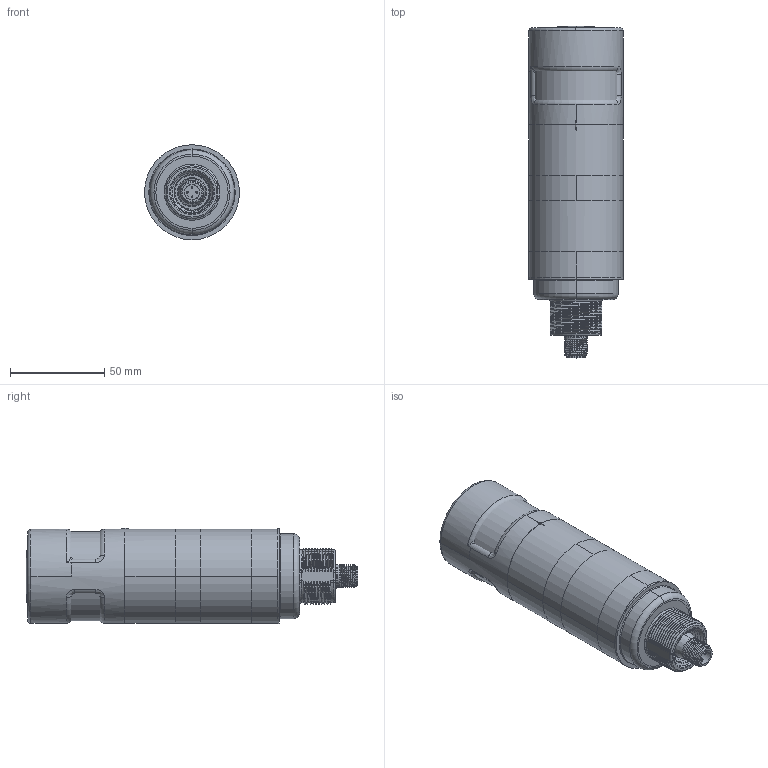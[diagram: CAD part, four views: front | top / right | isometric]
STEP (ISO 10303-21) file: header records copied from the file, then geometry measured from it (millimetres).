
FILE_DESCRIPTION((''),'2;1');
FILE_NAME('212911_ASM','2019-07-25T14:50:27',('pdmadmin'),('BANNER ENGINEERING'),'CREO PARAMETRIC BY PTC INC, 2018300','CREO PARAMETRIC BY PTC INC, 2018300','');
FILE_SCHEMA(('CONFIG_CONTROL_DESIGN'));
Products named in the file (10): 212350; 186251; 08427; 212359; 212366; 202220; 203684_AF4; 168246; 212745_ASM; 212911_ASM
Assembly tree (9 placements, depth 3):
  212911_ASM
    212350
    186251
    08427
    212359
    212745_ASM
      212366
      202220
      203684_AF4
      168246
Bounding box: 50.5 x 176.47 x 50.75 mm (x, y, z)
Volume: 92896.3 mm3; surface area: 90899.9 mm2
Topology: 8 solids, 13 shells, 1383 faces, 3378 edges, 2045 vertices
Faces by surface type: cylinder 397, bspline 366, plane 304, torus 136, cone 113, sphere 63, extrusion 4
Entity records: 80411 total; most frequent: CARTESIAN_POINT 50397, ORIENTED_EDGE 6704, DIRECTION 5621, EDGE_CURVE 3367, AXIS2_PLACEMENT_3D 2325, VERTEX_POINT 2045, EDGE_LOOP 1443, FACE_OUTER_BOUND 1383
